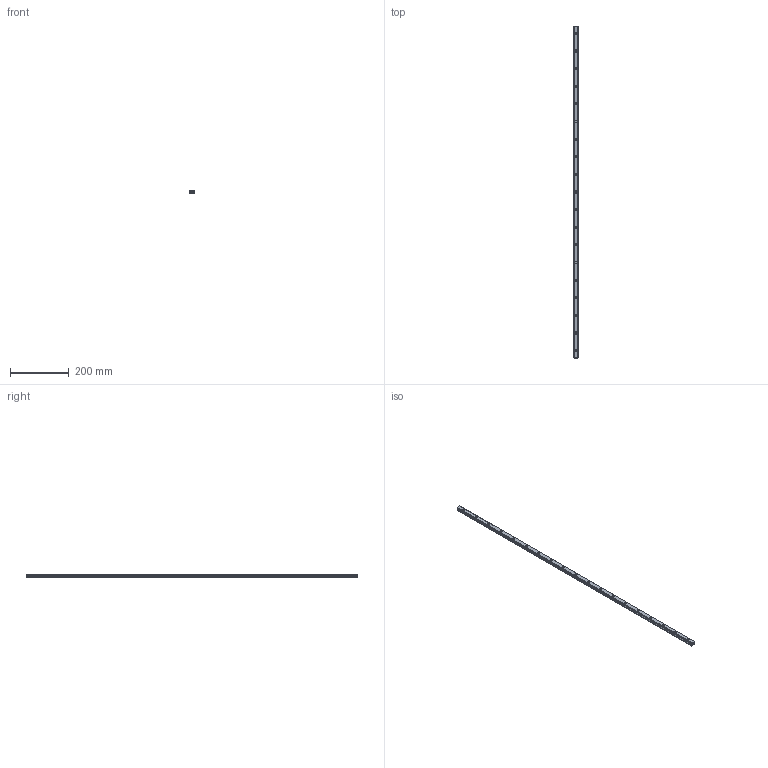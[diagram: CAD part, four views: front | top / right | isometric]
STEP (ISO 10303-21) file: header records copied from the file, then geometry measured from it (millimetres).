
FILE_DESCRIPTION(('STEP AP214'),'1');
FILE_NAME('cctmp_7A259EF9-9CF2-4B81-A51B-A41E59275609_2021_02_03_10_59_41_0427..stp','2021-02-03T09:59:41',('HIWIN GmbH'),('CADClick - www.CADClick.com'),'Spatial InterOp 3D',' ','unknown authorization');
FILE_SCHEMA(('AUTOMOTIVE_DESIGN'));
Length unit declared in the file: millimetre
Products named in the file (1): EGR15U1130C_FILE
Bounding box: 15 x 1130 x 12.5 mm (x, y, z)
Volume: 179956.4 mm3; surface area: 69060.4 mm2
Topology: 1 solids, 1 shells, 293 faces, 747 edges, 498 vertices
Faces by surface type: plane 161, cylinder 132
Entity records: 11369 total; most frequent: DIRECTION 1675, CARTESIAN_POINT 1539, ORIENTED_EDGE 1494, EDGE_CURVE 747, AXIS2_PLACEMENT_3D 634, VERTEX_POINT 498, LINE 407, VECTOR 407
